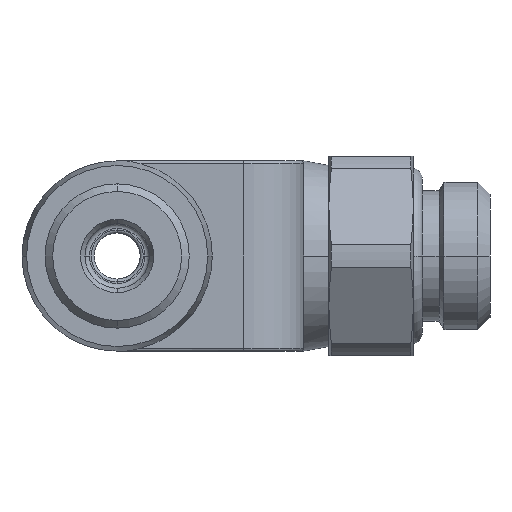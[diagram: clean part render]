
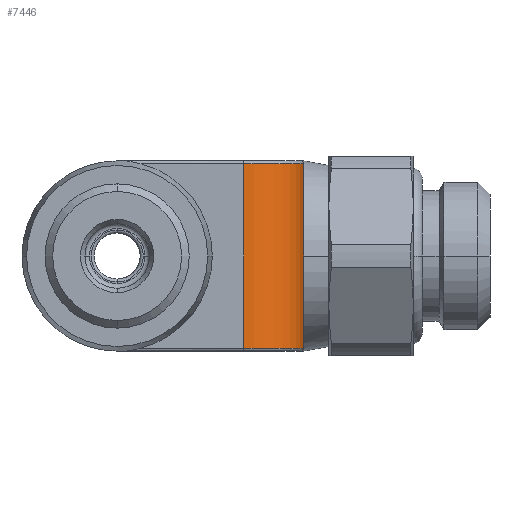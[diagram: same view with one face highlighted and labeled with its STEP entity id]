
A CAD part, left-side view. The second image highlights one B-rep face of the part: STEP entity #7446.
In plain terms, the highlighted cylindrical face has radius 3.9 mm (diameter 7.8 mm), a partial arc.
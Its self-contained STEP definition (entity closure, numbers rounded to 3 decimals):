
#2173=DIRECTION('',(0.,0.,1.));
#2174=VECTOR('',#2173,12.);
#2175=CARTESIAN_POINT('',(-12.15,-8.25,-6.));
#2176=LINE('',#2175,#2174);
#2273=DIRECTION('',(0.,0.,1.));
#2274=VECTOR('',#2273,12.);
#2275=CARTESIAN_POINT('',(-8.25,-12.15,-6.));
#2276=LINE('',#2275,#2274);
#2277=CARTESIAN_POINT('',(-8.25,-8.25,6.));
#2278=DIRECTION('',(0.,0.,1.));
#2279=DIRECTION('',(-1.,0.,0.));
#2280=AXIS2_PLACEMENT_3D('',#2277,#2278,#2279);
#2282=CARTESIAN_POINT('',(-8.25,-8.25,-6.));
#2283=DIRECTION('',(0.,0.,-1.));
#2284=DIRECTION('',(0.,-1.,0.));
#2285=AXIS2_PLACEMENT_3D('',#2282,#2283,#2284);
#4175=CARTESIAN_POINT('',(-8.25,-12.15,6.));
#4177=VERTEX_POINT('',#4175);
#4185=CARTESIAN_POINT('',(-12.15,-8.25,6.));
#4186=VERTEX_POINT('',#4185);
#4241=CARTESIAN_POINT('',(-12.15,-8.25,-6.));
#4242=VERTEX_POINT('',#4241);
#4243=CARTESIAN_POINT('',(-8.25,-12.15,-6.));
#4244=VERTEX_POINT('',#4243);
#7435=CARTESIAN_POINT('',(-8.25,-8.25,-6.2));
#7436=DIRECTION('',(0.,0.,1.));
#7437=DIRECTION('',(1.,0.,0.));
#7438=AXIS2_PLACEMENT_3D('',#7435,#7436,#7437);
#7439=CYLINDRICAL_SURFACE('',#7438,3.9);
#7440=ORIENTED_EDGE('',*,*,#7402,.T.);
#7441=ORIENTED_EDGE('',*,*,#7430,.F.);
#7442=ORIENTED_EDGE('',*,*,#7343,.T.);
#7443=ORIENTED_EDGE('',*,*,#7370,.T.);
#7444=EDGE_LOOP('',(#7440,#7441,#7442,#7443));
#7445=FACE_OUTER_BOUND('',#7444,.F.);
#7446=ADVANCED_FACE('',(#7445),#7439,.T.);
#2281=CIRCLE('',#2280,3.9);
#2286=CIRCLE('',#2285,3.9);
#7343=EDGE_CURVE('',#4244,#4242,#2286,.T.);
#7370=EDGE_CURVE('',#4242,#4186,#2176,.T.);
#7402=EDGE_CURVE('',#4186,#4177,#2281,.T.);
#7430=EDGE_CURVE('',#4244,#4177,#2276,.T.);
